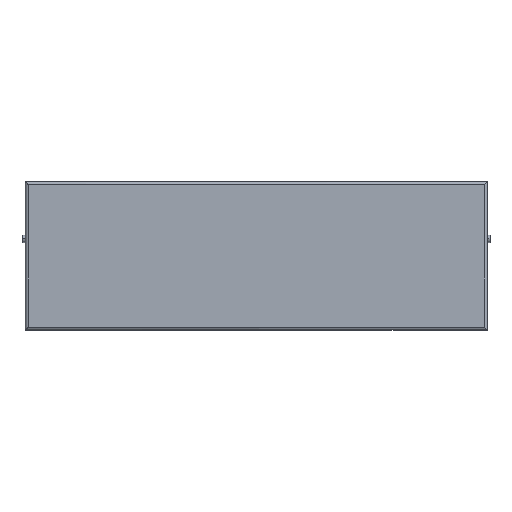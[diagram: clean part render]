
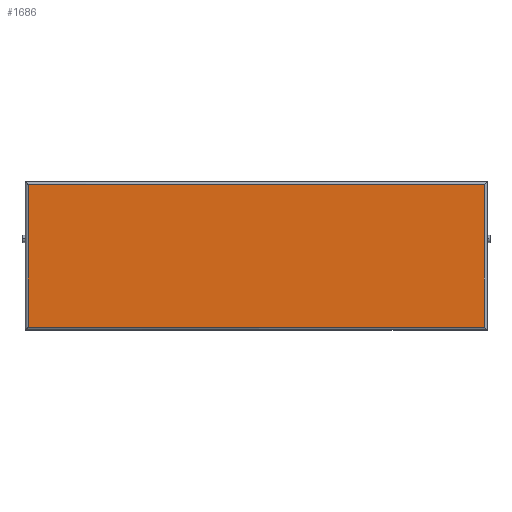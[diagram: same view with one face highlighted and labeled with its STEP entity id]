
A CAD part, top view. The second image highlights one B-rep face of the part: STEP entity #1686.
In plain terms, the highlighted face is planar.
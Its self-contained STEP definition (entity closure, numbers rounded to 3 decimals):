
#394 = ORIENTED_EDGE ( 'NONE', *, *, #5453, .F. ) ;
#892 = EDGE_CURVE ( 'NONE', #4543, #7144, #6908, .T. ) ;
#1229 = LINE ( 'NONE', #1629, #4666 ) ;
#1246 = DIRECTION ( 'NONE',  ( 0., 1., 0. ) ) ;
#1494 = CARTESIAN_POINT ( 'NONE',  ( 100., -25., -16. ) ) ;
#1629 = CARTESIAN_POINT ( 'NONE',  ( 0., -25., -16. ) ) ;
#1630 = CARTESIAN_POINT ( 'NONE',  ( -60., -25., -16. ) ) ;
#1647 = CARTESIAN_POINT ( 'NONE',  ( 0., 25., -16. ) ) ;
#1686 = ADVANCED_FACE ( 'NONE', ( #5891 ), #5947, .T. ) ;
#1961 = CARTESIAN_POINT ( 'NONE',  ( 100., 0., -16. ) ) ;
#1964 = VERTEX_POINT ( 'NONE', #1494 ) ;
#1989 = AXIS2_PLACEMENT_3D ( 'NONE', #6515, #4055, #7172 ) ;
#2280 = ORIENTED_EDGE ( 'NONE', *, *, #892, .F. ) ;
#2288 = LINE ( 'NONE', #1647, #4860 ) ;
#2629 = VECTOR ( 'NONE', #5906, 1000. ) ;
#3626 = VECTOR ( 'NONE', #1246, 1000. ) ;
#3801 = ORIENTED_EDGE ( 'NONE', *, *, #4935, .F. ) ;
#3945 = ORIENTED_EDGE ( 'NONE', *, *, #5109, .F. ) ;
#4055 = DIRECTION ( 'NONE',  ( 0., 0., -1. ) ) ;
#4075 = VERTEX_POINT ( 'NONE', #5750 ) ;
#4212 = LINE ( 'NONE', #1961, #3626 ) ;
#4543 = VERTEX_POINT ( 'NONE', #6077 ) ;
#4553 = DIRECTION ( 'NONE',  ( -1., 0., 0. ) ) ;
#4666 = VECTOR ( 'NONE', #5927, 1000. ) ;
#4860 = VECTOR ( 'NONE', #4553, 1000. ) ;
#4935 = EDGE_CURVE ( 'NONE', #4075, #4543, #2288, .T. ) ;
#5109 = EDGE_CURVE ( 'NONE', #1964, #4075, #4212, .T. ) ;
#5312 = EDGE_LOOP ( 'NONE', ( #2280, #3801, #3945, #394 ) ) ;
#5453 = EDGE_CURVE ( 'NONE', #7144, #1964, #1229, .T. ) ;
#5750 = CARTESIAN_POINT ( 'NONE',  ( 100., 25., -16. ) ) ;
#5830 = CARTESIAN_POINT ( 'NONE',  ( -60., 0., -16. ) ) ;
#5891 = FACE_OUTER_BOUND ( 'NONE', #5312, .T. ) ;
#5906 = DIRECTION ( 'NONE',  ( 0., -1., 0. ) ) ;
#5927 = DIRECTION ( 'NONE',  ( 1., 0., 0. ) ) ;
#5947 = PLANE ( 'NONE',  #1989 ) ;
#6077 = CARTESIAN_POINT ( 'NONE',  ( -60., 25., -16. ) ) ;
#6515 = CARTESIAN_POINT ( 'NONE',  ( 0., 0., -16. ) ) ;
#6908 = LINE ( 'NONE', #5830, #2629 ) ;
#7144 = VERTEX_POINT ( 'NONE', #1630 ) ;
#7172 = DIRECTION ( 'NONE',  ( 1., 0., 0. ) ) ;
